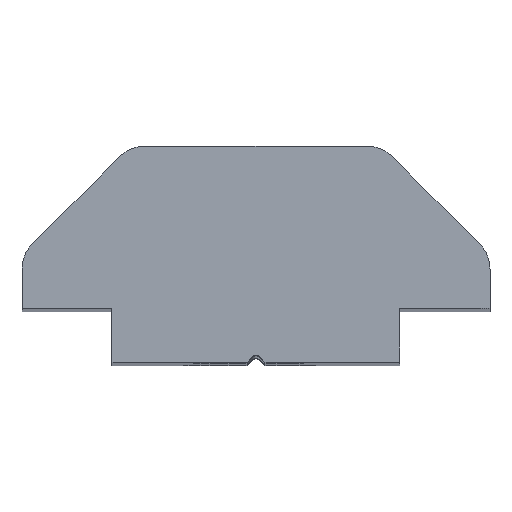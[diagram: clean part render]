
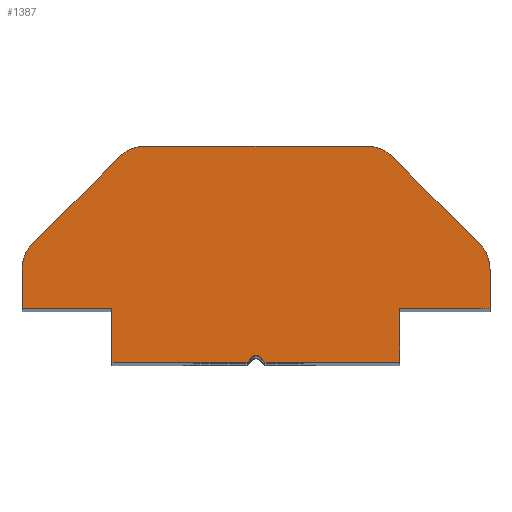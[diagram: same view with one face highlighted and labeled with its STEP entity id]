
A CAD part, top view. The second image highlights one B-rep face of the part: STEP entity #1387.
In plain terms, the highlighted planar face has unit normal (0, 0, 1).
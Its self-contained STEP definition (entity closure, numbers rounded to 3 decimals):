
#27=PLANE('',#1483);
#102=FACE_OUTER_BOUND('',#174,.T.);
#174=EDGE_LOOP('',(#1205,#1206,#1207,#1208,#1209,#1210,#1211,#1212,#1213,
#1214,#1215,#1216,#1217,#1218,#1219,#1220,#1221,#1222));
#198=CIRCLE('',#1468,0.125);
#204=CIRCLE('',#1484,1.);
#205=CIRCLE('',#1485,1.);
#206=CIRCLE('',#1486,1.);
#207=CIRCLE('',#1487,1.);
#363=LINE('',#4875,#449);
#366=LINE('',#4882,#452);
#370=LINE('',#4890,#456);
#373=LINE('',#4896,#459);
#376=LINE('',#4904,#462);
#387=LINE('',#4935,#473);
#390=LINE('',#4941,#476);
#391=LINE('',#4945,#477);
#392=LINE('',#4949,#478);
#393=LINE('',#4952,#479);
#394=LINE('',#4953,#480);
#395=LINE('',#4955,#481);
#396=LINE('',#4956,#482);
#449=VECTOR('',#1656,1000.);
#452=VECTOR('',#1663,1000.);
#456=VECTOR('',#1671,1000.);
#459=VECTOR('',#1676,1000.);
#462=VECTOR('',#1681,1000.);
#473=VECTOR('',#1706,1000.);
#476=VECTOR('',#1711,1000.);
#477=VECTOR('',#1714,1000.);
#478=VECTOR('',#1717,1000.);
#479=VECTOR('',#1720,1000.);
#480=VECTOR('',#1721,1000.);
#481=VECTOR('',#1722,1000.);
#482=VECTOR('',#1723,1000.);
#602=VERTEX_POINT('',#4867);
#603=VERTEX_POINT('',#4869);
#604=VERTEX_POINT('',#4873);
#605=VERTEX_POINT('',#4879);
#606=VERTEX_POINT('',#4881);
#610=VERTEX_POINT('',#4894);
#613=VERTEX_POINT('',#4901);
#614=VERTEX_POINT('',#4903);
#626=VERTEX_POINT('',#4933);
#627=VERTEX_POINT('',#4934);
#628=VERTEX_POINT('',#4939);
#629=VERTEX_POINT('',#4940);
#630=VERTEX_POINT('',#4942);
#631=VERTEX_POINT('',#4944);
#632=VERTEX_POINT('',#4946);
#633=VERTEX_POINT('',#4948);
#634=VERTEX_POINT('',#4951);
#635=VERTEX_POINT('',#4954);
#797=EDGE_CURVE('',#602,#603,#198,.T.);
#800=EDGE_CURVE('',#604,#602,#363,.T.);
#803=EDGE_CURVE('',#606,#605,#366,.T.);
#807=EDGE_CURVE('',#603,#605,#370,.T.);
#810=EDGE_CURVE('',#604,#610,#373,.T.);
#813=EDGE_CURVE('',#613,#614,#376,.T.);
#829=EDGE_CURVE('',#626,#627,#387,.T.);
#832=EDGE_CURVE('',#628,#629,#390,.T.);
#833=EDGE_CURVE('',#628,#630,#204,.T.);
#834=EDGE_CURVE('',#631,#630,#391,.T.);
#835=EDGE_CURVE('',#631,#632,#205,.T.);
#836=EDGE_CURVE('',#633,#632,#392,.T.);
#837=EDGE_CURVE('',#633,#626,#206,.T.);
#838=EDGE_CURVE('',#634,#627,#393,.T.);
#839=EDGE_CURVE('',#606,#634,#394,.T.);
#840=EDGE_CURVE('',#635,#610,#395,.T.);
#841=EDGE_CURVE('',#614,#635,#396,.T.);
#842=EDGE_CURVE('',#613,#629,#207,.T.);
#1205=ORIENTED_EDGE('',*,*,#832,.F.);
#1206=ORIENTED_EDGE('',*,*,#833,.T.);
#1207=ORIENTED_EDGE('',*,*,#834,.F.);
#1208=ORIENTED_EDGE('',*,*,#835,.T.);
#1209=ORIENTED_EDGE('',*,*,#836,.F.);
#1210=ORIENTED_EDGE('',*,*,#837,.T.);
#1211=ORIENTED_EDGE('',*,*,#829,.T.);
#1212=ORIENTED_EDGE('',*,*,#838,.F.);
#1213=ORIENTED_EDGE('',*,*,#839,.F.);
#1214=ORIENTED_EDGE('',*,*,#803,.T.);
#1215=ORIENTED_EDGE('',*,*,#807,.F.);
#1216=ORIENTED_EDGE('',*,*,#797,.F.);
#1217=ORIENTED_EDGE('',*,*,#800,.F.);
#1218=ORIENTED_EDGE('',*,*,#810,.T.);
#1219=ORIENTED_EDGE('',*,*,#840,.F.);
#1220=ORIENTED_EDGE('',*,*,#841,.F.);
#1221=ORIENTED_EDGE('',*,*,#813,.F.);
#1222=ORIENTED_EDGE('',*,*,#842,.T.);
#1387=ADVANCED_FACE('',(#102),#27,.F.);
#1468=AXIS2_PLACEMENT_3D('',#4870,#1650,#1651);
#1483=AXIS2_PLACEMENT_3D('',#4938,#1709,#1710);
#1484=AXIS2_PLACEMENT_3D('',#4943,#1712,#1713);
#1485=AXIS2_PLACEMENT_3D('',#4947,#1715,#1716);
#1486=AXIS2_PLACEMENT_3D('',#4950,#1718,#1719);
#1487=AXIS2_PLACEMENT_3D('',#4957,#1724,#1725);
#1650=DIRECTION('center_axis',(0.,0.,1.));
#1651=DIRECTION('ref_axis',(-1.,0.,0.));
#1656=DIRECTION('',(-0.707,0.707,0.));
#1663=DIRECTION('',(1.,0.,0.));
#1671=DIRECTION('',(-0.707,-0.707,0.));
#1676=DIRECTION('',(1.,0.,0.));
#1681=DIRECTION('',(0.,-1.,0.));
#1706=DIRECTION('',(0.,-1.,0.));
#1709=DIRECTION('center_axis',(0.,0.,-1.));
#1710=DIRECTION('ref_axis',(-1.,0.,0.));
#1711=DIRECTION('',(0.707,-0.707,0.));
#1712=DIRECTION('center_axis',(0.,0.,1.));
#1713=DIRECTION('ref_axis',(-1.,0.,0.));
#1714=DIRECTION('',(1.,0.,0.));
#1715=DIRECTION('center_axis',(0.,0.,1.));
#1716=DIRECTION('ref_axis',(-1.,0.,0.));
#1717=DIRECTION('',(0.707,0.707,0.));
#1718=DIRECTION('center_axis',(0.,0.,1.));
#1719=DIRECTION('ref_axis',(-1.,0.,0.));
#1720=DIRECTION('',(-1.,0.,0.));
#1721=DIRECTION('',(0.,1.,0.));
#1722=DIRECTION('',(0.,-1.,0.));
#1723=DIRECTION('',(-1.,0.,0.));
#1724=DIRECTION('center_axis',(0.,0.,1.));
#1725=DIRECTION('ref_axis',(-1.,0.,0.));
#4867=CARTESIAN_POINT('',(0.088,0.162,27.5));
#4869=CARTESIAN_POINT('',(-0.088,0.162,27.5));
#4870=CARTESIAN_POINT('Origin',(0.,0.073,
27.5));
#4873=CARTESIAN_POINT('',(0.25,0.,27.5));
#4875=CARTESIAN_POINT('',(0.25,0.,27.5));
#4879=CARTESIAN_POINT('',(-0.25,0.,27.5));
#4881=CARTESIAN_POINT('',(-4.,0.,27.5));
#4882=CARTESIAN_POINT('',(-6.5,0.,27.5));
#4890=CARTESIAN_POINT('',(-0.088,0.162,27.5));
#4894=CARTESIAN_POINT('',(4.,0.,27.5));
#4896=CARTESIAN_POINT('',(-6.5,0.,27.5));
#4901=CARTESIAN_POINT('',(6.5,2.586,27.5));
#4903=CARTESIAN_POINT('',(6.5,1.5,27.5));
#4904=CARTESIAN_POINT('',(6.5,6.,27.5));
#4933=CARTESIAN_POINT('',(-6.5,2.586,27.5));
#4934=CARTESIAN_POINT('',(-6.5,1.5,27.5));
#4935=CARTESIAN_POINT('',(-6.5,6.,27.5));
#4938=CARTESIAN_POINT('Origin',(-6.5,6.,27.5));
#4939=CARTESIAN_POINT('',(3.793,5.707,27.5));
#4940=CARTESIAN_POINT('',(6.207,3.293,27.5));
#4941=CARTESIAN_POINT('',(6.5,3.,27.5));
#4942=CARTESIAN_POINT('',(3.086,6.,27.5));
#4943=CARTESIAN_POINT('Origin',(3.086,5.,27.5));
#4944=CARTESIAN_POINT('',(-3.086,6.,27.5));
#4945=CARTESIAN_POINT('',(-6.5,6.,27.5));
#4946=CARTESIAN_POINT('',(-3.793,5.707,27.5));
#4947=CARTESIAN_POINT('Origin',(-3.086,5.,27.5));
#4948=CARTESIAN_POINT('',(-6.207,3.293,27.5));
#4949=CARTESIAN_POINT('',(-3.5,6.,27.5));
#4950=CARTESIAN_POINT('Origin',(-5.5,2.586,27.5));
#4951=CARTESIAN_POINT('',(-4.,1.5,27.5));
#4952=CARTESIAN_POINT('',(-6.5,1.5,27.5));
#4953=CARTESIAN_POINT('',(-4.,1.5,27.5));
#4954=CARTESIAN_POINT('',(4.,1.5,27.5));
#4955=CARTESIAN_POINT('',(4.,1.5,27.5));
#4956=CARTESIAN_POINT('',(6.5,1.5,27.5));
#4957=CARTESIAN_POINT('Origin',(5.5,2.586,27.5));
